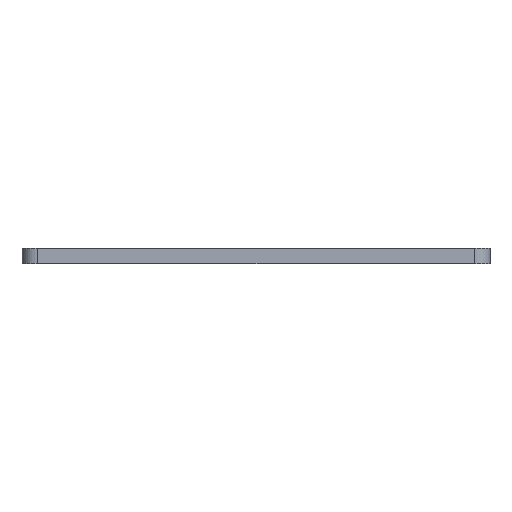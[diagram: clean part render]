
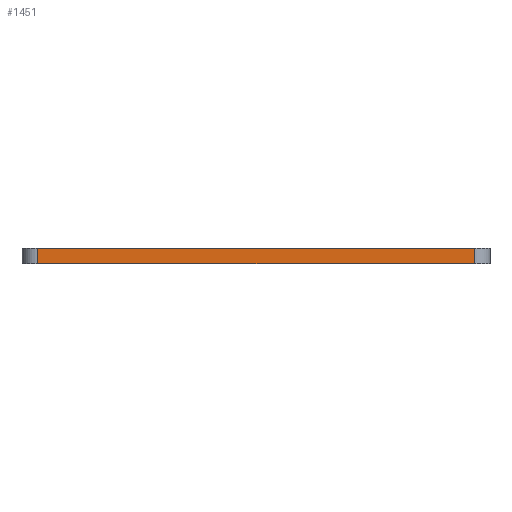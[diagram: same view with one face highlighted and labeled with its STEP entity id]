
A CAD part, front view. The second image highlights one B-rep face of the part: STEP entity #1451.
In plain terms, the highlighted planar face has unit normal (0, -1, 0).
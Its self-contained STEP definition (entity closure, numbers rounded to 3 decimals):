
#40=PLANE('',#1567);
#101=FACE_OUTER_BOUND('',#175,.T.);
#175=EDGE_LOOP('',(#1097,#1098,#1099,#1100));
#298=LINE('',#2256,#466);
#299=LINE('',#2260,#467);
#300=LINE('',#2262,#468);
#301=LINE('',#2263,#469);
#466=VECTOR('',#1826,10.);
#467=VECTOR('',#1831,10.);
#468=VECTOR('',#1832,10.);
#469=VECTOR('',#1833,10.);
#671=VERTEX_POINT('',#2253);
#672=VERTEX_POINT('',#2255);
#673=VERTEX_POINT('',#2259);
#674=VERTEX_POINT('',#2261);
#847=EDGE_CURVE('',#672,#671,#298,.T.);
#849=EDGE_CURVE('',#671,#673,#299,.T.);
#850=EDGE_CURVE('',#674,#673,#300,.T.);
#851=EDGE_CURVE('',#672,#674,#301,.T.);
#1097=ORIENTED_EDGE('',*,*,#849,.T.);
#1098=ORIENTED_EDGE('',*,*,#850,.F.);
#1099=ORIENTED_EDGE('',*,*,#851,.F.);
#1100=ORIENTED_EDGE('',*,*,#847,.T.);
#1451=ADVANCED_FACE('',(#101),#40,.T.);
#1567=AXIS2_PLACEMENT_3D('',#2258,#1829,#1830);
#1826=DIRECTION('',(0.,0.,1.));
#1829=DIRECTION('center_axis',(0.,-1.,0.));
#1830=DIRECTION('ref_axis',(1.,0.,0.));
#1831=DIRECTION('',(-1.,0.,0.));
#1832=DIRECTION('',(0.,0.,1.));
#1833=DIRECTION('',(-1.,0.,0.));
#2253=CARTESIAN_POINT('',(14.,-7.5,1.));
#2255=CARTESIAN_POINT('',(14.,-7.5,0.));
#2256=CARTESIAN_POINT('',(14.,-7.5,0.));
#2258=CARTESIAN_POINT('Origin',(-14.,-7.5,0.));
#2259=CARTESIAN_POINT('',(-14.,-7.5,1.));
#2260=CARTESIAN_POINT('',(-7.,-7.5,1.));
#2261=CARTESIAN_POINT('',(-14.,-7.5,0.));
#2262=CARTESIAN_POINT('',(-14.,-7.5,0.));
#2263=CARTESIAN_POINT('',(-7.,-7.5,0.));
